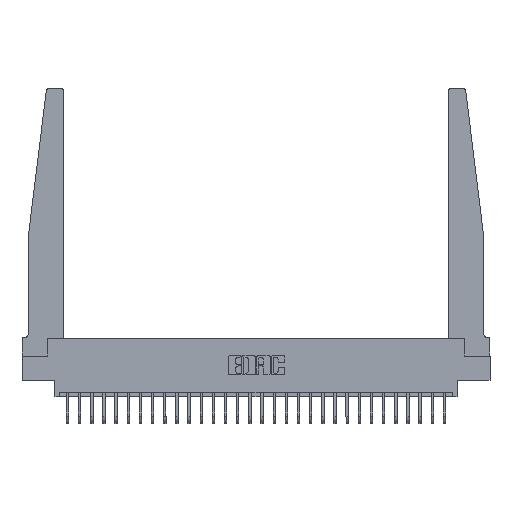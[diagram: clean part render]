
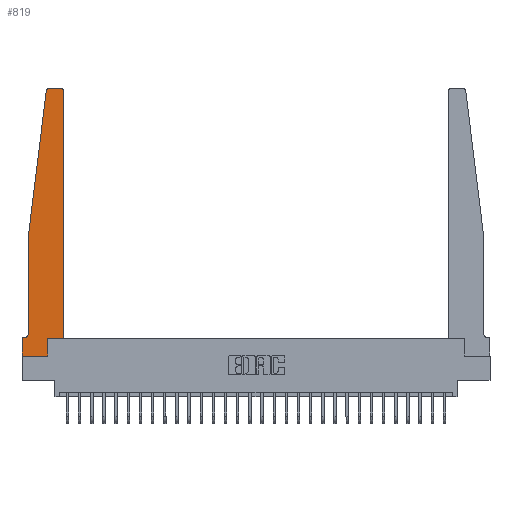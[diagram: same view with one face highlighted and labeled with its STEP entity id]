
A CAD part, top view. The second image highlights one B-rep face of the part: STEP entity #819.
In plain terms, the highlighted planar face has unit normal (0, 0, 1).
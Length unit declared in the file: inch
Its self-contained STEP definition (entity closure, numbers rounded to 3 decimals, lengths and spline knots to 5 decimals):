
#151 = ORIENTED_EDGE ( 'NONE', *, *, #21467, .T. ) ;
#192 = VERTEX_POINT ( 'NONE', #13307 ) ;
#194 = CARTESIAN_POINT ( 'NONE',  ( 0.425, 0.18, 0.37 ) ) ;
#522 = CARTESIAN_POINT ( 'NONE',  ( 0.065, 0.1875, 0.37 ) ) ;
#577 = CARTESIAN_POINT ( 'NONE',  ( 0., 0.1875, 0.37 ) ) ;
#819 = ADVANCED_FACE ( 'NONE', ( #9058 ), #19001, .T. ) ;
#850 = VECTOR ( 'NONE', #20837, 39.37008 ) ;
#854 = DIRECTION ( 'NONE',  ( 0., 0., 1. ) ) ;
#993 = ORIENTED_EDGE ( 'NONE', *, *, #24509, .T. ) ;
#1109 = CARTESIAN_POINT ( 'NONE',  ( 0.425, 2.72, 0.37 ) ) ;
#1156 = EDGE_CURVE ( 'NONE', #19786, #4613, #9840, .T. ) ;
#1780 = LINE ( 'NONE', #7977, #6214 ) ;
#1852 = CARTESIAN_POINT ( 'NONE',  ( 0., 0., 0.37 ) ) ;
#1856 = CARTESIAN_POINT ( 'NONE',  ( 0.425, 0.18, 0.37 ) ) ;
#1881 = CARTESIAN_POINT ( 'NONE',  ( 0.425, 0.18, 0.37 ) ) ;
#2039 = VERTEX_POINT ( 'NONE', #23407 ) ;
#2652 = VECTOR ( 'NONE', #13856, 39.37008 ) ;
#2716 = ORIENTED_EDGE ( 'NONE', *, *, #7327, .T. ) ;
#3011 = VERTEX_POINT ( 'NONE', #10209 ) ;
#3421 = LINE ( 'NONE', #13629, #8652 ) ;
#3545 = EDGE_CURVE ( 'NONE', #26494, #2039, #16349, .T. ) ;
#3893 = LINE ( 'NONE', #1856, #13540 ) ;
#4078 = DIRECTION ( 'NONE',  ( 0., -1., 0. ) ) ;
#4110 = CIRCLE ( 'NONE', #20417, 0.03 ) ;
#4201 = CARTESIAN_POINT ( 'NONE',  ( 0., 0.1875, 0.37 ) ) ;
#4345 = VERTEX_POINT ( 'NONE', #6081 ) ;
#4613 = VERTEX_POINT ( 'NONE', #1109 ) ;
#5430 = VECTOR ( 'NONE', #11926, 39.37008 ) ;
#5445 = EDGE_CURVE ( 'NONE', #4613, #17796, #4110, .T. ) ;
#5549 = EDGE_CURVE ( 'NONE', #2039, #192, #3421, .T. ) ;
#6081 = CARTESIAN_POINT ( 'NONE',  ( 0.2605, 0., 0.37 ) ) ;
#6214 = VECTOR ( 'NONE', #4078, 39.37008 ) ;
#6450 = LINE ( 'NONE', #12618, #850 ) ;
#6637 = DIRECTION ( 'NONE',  ( 1., 0., 0. ) ) ;
#6815 = EDGE_CURVE ( 'NONE', #3011, #20192, #8865, .T. ) ;
#6969 = DIRECTION ( 'NONE',  ( -1., 0., 0. ) ) ;
#7177 = CARTESIAN_POINT ( 'NONE',  ( 0.27653, 2.72, 0.37 ) ) ;
#7235 = CARTESIAN_POINT ( 'NONE',  ( 0.015, 0.2375, 0.37 ) ) ;
#7327 = EDGE_CURVE ( 'NONE', #15908, #26494, #11093, .T. ) ;
#7561 = VECTOR ( 'NONE', #18742, 39.37008 ) ;
#7977 = CARTESIAN_POINT ( 'NONE',  ( 0., 0., 0.37 ) ) ;
#8652 = VECTOR ( 'NONE', #11749, 39.37008 ) ;
#8865 = LINE ( 'NONE', #522, #20515 ) ;
#9058 = FACE_OUTER_BOUND ( 'NONE', #11123, .T. ) ;
#9116 = EDGE_CURVE ( 'NONE', #23146, #4345, #6450, .T. ) ;
#9840 = LINE ( 'NONE', #1881, #2652 ) ;
#9987 = CARTESIAN_POINT ( 'NONE',  ( 0.25, 2.75, 0.37 ) ) ;
#10069 = DIRECTION ( 'NONE',  ( 1., 0., 0. ) ) ;
#10209 = CARTESIAN_POINT ( 'NONE',  ( 0.015, 0.1875, 0.37 ) ) ;
#10375 = EDGE_CURVE ( 'NONE', #192, #3011, #20631, .T. ) ;
#11064 = DIRECTION ( 'NONE',  ( 1., 0., 0. ) ) ;
#11093 = CIRCLE ( 'NONE', #17518, 0.03 ) ;
#11123 = EDGE_LOOP ( 'NONE', ( #25060, #2716, #26589, #17915, #20084, #11426, #151, #23699, #19172, #993, #26398, #18468 ) ) ;
#11426 = ORIENTED_EDGE ( 'NONE', *, *, #6815, .T. ) ;
#11749 = DIRECTION ( 'NONE',  ( 0., -1., 0. ) ) ;
#11926 = DIRECTION ( 'NONE',  ( -0.122, -0.992, 0. ) ) ;
#12129 = LINE ( 'NONE', #9987, #25546 ) ;
#12618 = CARTESIAN_POINT ( 'NONE',  ( 0., 0., 0.37 ) ) ;
#12816 = DIRECTION ( 'NONE',  ( 0., 0., 1. ) ) ;
#13307 = CARTESIAN_POINT ( 'NONE',  ( 0.065, 0.2375, 0.37 ) ) ;
#13498 = DIRECTION ( 'NONE',  ( 1., 0., 0. ) ) ;
#13533 = CARTESIAN_POINT ( 'NONE',  ( 0.2605, 0.18, 0.37 ) ) ;
#13540 = VECTOR ( 'NONE', #10069, 39.37008 ) ;
#13629 = CARTESIAN_POINT ( 'NONE',  ( 0.065, 1.25, 0.37 ) ) ;
#13856 = DIRECTION ( 'NONE',  ( 0., 1., 0. ) ) ;
#15046 = AXIS2_PLACEMENT_3D ( 'NONE', #577, #854, #11064 ) ;
#15908 = VERTEX_POINT ( 'NONE', #20112 ) ;
#16349 = LINE ( 'NONE', #22165, #5430 ) ;
#17185 = VERTEX_POINT ( 'NONE', #13533 ) ;
#17518 = AXIS2_PLACEMENT_3D ( 'NONE', #7177, #12816, #6637 ) ;
#17667 = DIRECTION ( 'NONE',  ( 0., 0., 1. ) ) ;
#17796 = VERTEX_POINT ( 'NONE', #20839 ) ;
#17915 = ORIENTED_EDGE ( 'NONE', *, *, #5549, .T. ) ;
#18047 = CARTESIAN_POINT ( 'NONE',  ( 0.24675, 2.72367, 0.37 ) ) ;
#18060 = DIRECTION ( 'NONE',  ( -1., 0., 0. ) ) ;
#18468 = ORIENTED_EDGE ( 'NONE', *, *, #5445, .T. ) ;
#18742 = DIRECTION ( 'NONE',  ( 0., 1., 0. ) ) ;
#19001 = PLANE ( 'NONE',  #15046 ) ;
#19172 = ORIENTED_EDGE ( 'NONE', *, *, #25601, .T. ) ;
#19786 = VERTEX_POINT ( 'NONE', #194 ) ;
#20084 = ORIENTED_EDGE ( 'NONE', *, *, #10375, .T. ) ;
#20112 = CARTESIAN_POINT ( 'NONE',  ( 0.27653, 2.75, 0.37 ) ) ;
#20192 = VERTEX_POINT ( 'NONE', #4201 ) ;
#20417 = AXIS2_PLACEMENT_3D ( 'NONE', #23481, #17667, #13498 ) ;
#20515 = VECTOR ( 'NONE', #6969, 39.37008 ) ;
#20631 = CIRCLE ( 'NONE', #25830, 0.05 ) ;
#20764 = CARTESIAN_POINT ( 'NONE',  ( 0.2605, 0.18, 0.37 ) ) ;
#20837 = DIRECTION ( 'NONE',  ( 1., 0., 0. ) ) ;
#20839 = CARTESIAN_POINT ( 'NONE',  ( 0.395, 2.75, 0.37 ) ) ;
#21371 = EDGE_CURVE ( 'NONE', #17796, #15908, #12129, .T. ) ;
#21467 = EDGE_CURVE ( 'NONE', #20192, #23146, #1780, .T. ) ;
#22165 = CARTESIAN_POINT ( 'NONE',  ( 0.065, 1.25, 0.37 ) ) ;
#23146 = VERTEX_POINT ( 'NONE', #1852 ) ;
#23252 = DIRECTION ( 'NONE',  ( 0., 0., -1. ) ) ;
#23390 = DIRECTION ( 'NONE',  ( -1., 0., 0. ) ) ;
#23407 = CARTESIAN_POINT ( 'NONE',  ( 0.065, 1.25, 0.37 ) ) ;
#23481 = CARTESIAN_POINT ( 'NONE',  ( 0.395, 2.72, 0.37 ) ) ;
#23699 = ORIENTED_EDGE ( 'NONE', *, *, #9116, .T. ) ;
#24509 = EDGE_CURVE ( 'NONE', #17185, #19786, #3893, .T. ) ;
#25060 = ORIENTED_EDGE ( 'NONE', *, *, #21371, .T. ) ;
#25546 = VECTOR ( 'NONE', #18060, 39.37008 ) ;
#25601 = EDGE_CURVE ( 'NONE', #4345, #17185, #26577, .T. ) ;
#25830 = AXIS2_PLACEMENT_3D ( 'NONE', #7235, #23252, #23390 ) ;
#26398 = ORIENTED_EDGE ( 'NONE', *, *, #1156, .T. ) ;
#26494 = VERTEX_POINT ( 'NONE', #18047 ) ;
#26577 = LINE ( 'NONE', #20764, #7561 ) ;
#26589 = ORIENTED_EDGE ( 'NONE', *, *, #3545, .T. ) ;
